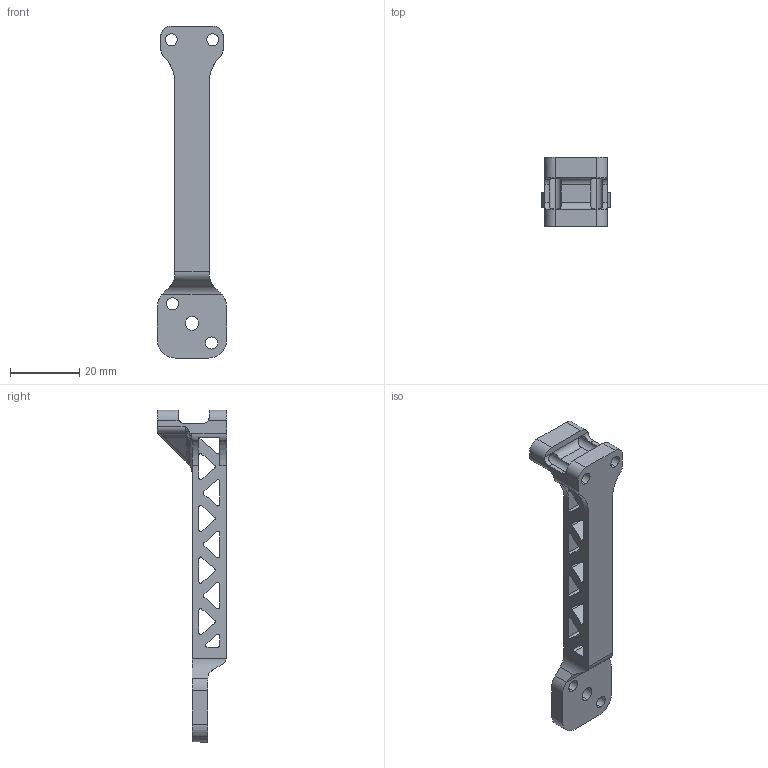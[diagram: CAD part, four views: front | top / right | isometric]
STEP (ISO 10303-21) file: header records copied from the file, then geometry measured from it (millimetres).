
FILE_DESCRIPTION (( 'STEP AP214' ), '1' );
FILE_NAME ('Braç dron.STEP', '2025-03-24T08:17:27', ( 'Informatica' ), ( '' ), 'SwSTEP 2.0', 'SolidWorks 2025', '' );
FILE_SCHEMA (( 'AUTOMOTIVE_DESIGN' ));
Length unit declared in the file: millimetre
Products named in the file (1): Braç dron
Bounding box: 20 x 20 x 96 mm (x, y, z)
Volume: 8629.6 mm3; surface area: 6663.6 mm2
Topology: 1 solids, 1 shells, 153 faces, 455 edges, 294 vertices
Faces by surface type: cylinder 76, plane 61, bspline 14, torus 2
Entity records: 5596 total; most frequent: CARTESIAN_POINT 1461, ORIENTED_EDGE 906, DIRECTION 837, EDGE_CURVE 453, AXIS2_PLACEMENT_3D 298, VERTEX_POINT 294, LINE 241, VECTOR 241
